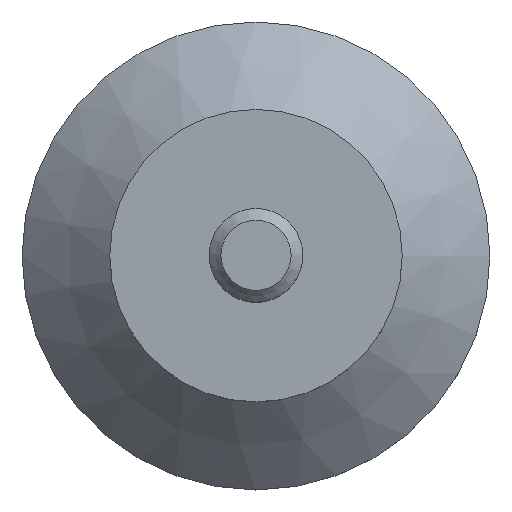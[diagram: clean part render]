
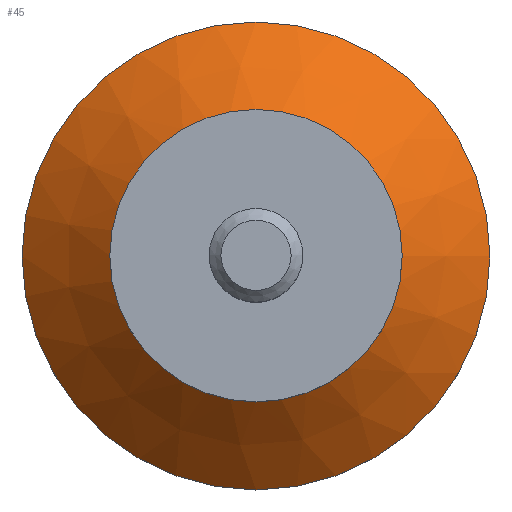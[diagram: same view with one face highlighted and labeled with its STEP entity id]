
A CAD part, top view. The second image highlights one B-rep face of the part: STEP entity #45.
In plain terms, the highlighted conical face has half-angle 46.975 degrees and reference radius 20 mm.
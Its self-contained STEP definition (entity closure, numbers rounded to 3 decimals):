
#45 = ADVANCED_FACE( '', ( #91, #92 ), #93, .T. );
#91 = FACE_BOUND( '', #132, .T. );
#92 = FACE_OUTER_BOUND( '', #133, .T. );
#93 = CONICAL_SURFACE( '', #134, 20., 0.82 );
#132 = EDGE_LOOP( '', ( #179 ) );
#133 = EDGE_LOOP( '', ( #180 ) );
#134 = AXIS2_PLACEMENT_3D( '', #181, #182, #183 );
#179 = ORIENTED_EDGE( '', *, *, #197, .F. );
#180 = ORIENTED_EDGE( '', *, *, #204, .T. );
#181 = CARTESIAN_POINT( '', ( 0., 0., 7. ) );
#182 = DIRECTION( '', ( 0., 0., -1. ) );
#183 = DIRECTION( '', ( -1., 0., 0. ) );
#197 = EDGE_CURVE( '', #215, #215, #216, .T. );
#204 = EDGE_CURVE( '', #226, #226, #227, .T. );
#215 = VERTEX_POINT( '', #240 );
#216 = CIRCLE( '', #241, 12.5 );
#226 = VERTEX_POINT( '', #251 );
#227 = CIRCLE( '', #252, 20. );
#240 = CARTESIAN_POINT( '', ( 12.5, 0., 14. ) );
#241 = AXIS2_PLACEMENT_3D( '', #265, #266, #267 );
#251 = CARTESIAN_POINT( '', ( 20., 0., 7. ) );
#252 = AXIS2_PLACEMENT_3D( '', #277, #278, #279 );
#265 = CARTESIAN_POINT( '', ( 0., 0., 14. ) );
#266 = DIRECTION( '', ( 0., 0., 1. ) );
#267 = DIRECTION( '', ( 1., 0., 0. ) );
#277 = CARTESIAN_POINT( '', ( 0., 0., 7. ) );
#278 = DIRECTION( '', ( 0., 0., 1. ) );
#279 = DIRECTION( '', ( 1., 0., 0. ) );
